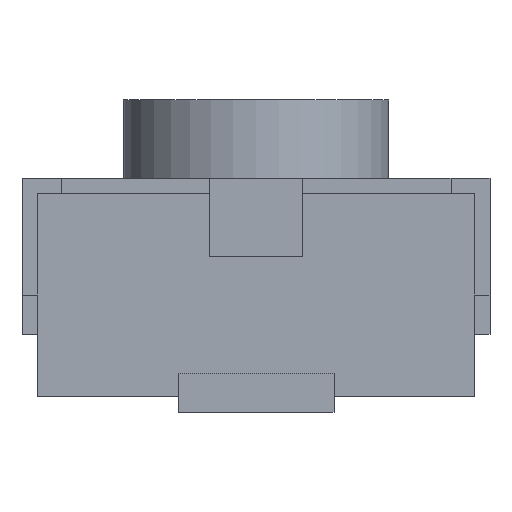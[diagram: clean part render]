
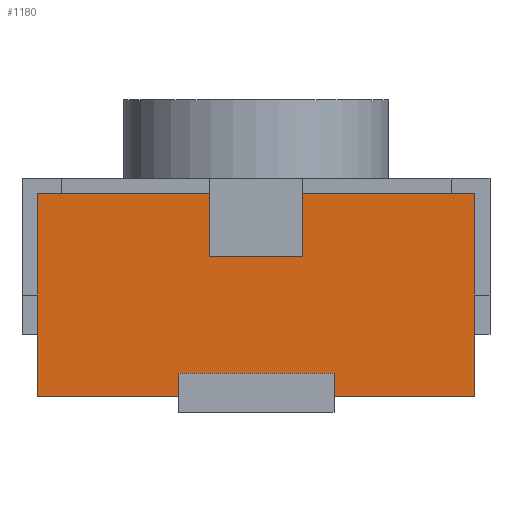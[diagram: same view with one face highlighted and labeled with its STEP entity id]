
A CAD part, left-side view. The second image highlights one B-rep face of the part: STEP entity #1180.
In plain terms, the highlighted planar face has unit normal (-1, 0, 0).
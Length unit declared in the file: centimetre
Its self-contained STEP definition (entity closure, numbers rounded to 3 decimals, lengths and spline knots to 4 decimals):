
#31=FACE_OUTER_BOUND($,#98,.T.);
#98=EDGE_LOOP($,(#787,#788,#789,#790));
#169=LINE($,#1646,#333);
#173=LINE($,#1655,#337);
#175=LINE($,#1658,#339);
#177=LINE($,#1661,#341);
#333=VECTOR($,#1334,0.28);
#337=VECTOR($,#1340,0.28);
#339=VECTOR($,#1344,0.13);
#341=VECTOR($,#1348,0.13);
#497=VERTEX_POINT($,#1643);
#498=VERTEX_POINT($,#1645);
#501=VERTEX_POINT($,#1652);
#502=VERTEX_POINT($,#1654);
#609=EDGE_CURVE($,#497,#498,#169,.F.);
#613=EDGE_CURVE($,#501,#502,#173,.T.);
#615=EDGE_CURVE($,#498,#501,#175,.T.);
#617=EDGE_CURVE($,#497,#502,#177,.T.);
#787=ORIENTED_EDGE($,*,*,#617,.T.);
#788=ORIENTED_EDGE($,*,*,#613,.F.);
#789=ORIENTED_EDGE($,*,*,#615,.F.);
#790=ORIENTED_EDGE($,*,*,#609,.F.);
#1114=PLANE($,#1259);
#1180=ADVANCED_FACE($,(#31),#1114,.F.);
#1259=AXIS2_PLACEMENT_3D($,#1660,#1346,#1347);
#1334=DIRECTION($,(0.,1.,0.));
#1340=DIRECTION($,(0.,1.,0.));
#1344=DIRECTION($,(0.,0.,-1.));
#1346=DIRECTION('center_axis',(1.,0.,0.));
#1347=DIRECTION('ref_axis',(0.,0.,-1.));
#1348=DIRECTION($,(0.,0.,-1.));
#1643=CARTESIAN_POINT('',(-0.19,0.14,0.14));
#1645=CARTESIAN_POINT('',(-0.19,-0.14,0.14));
#1646=CARTESIAN_POINT($,(-0.19,0.,0.14));
#1652=CARTESIAN_POINT('',(-0.19,-0.14,0.01));
#1654=CARTESIAN_POINT('',(-0.19,0.14,0.01));
#1655=CARTESIAN_POINT($,(-0.19,0.,0.01));
#1658=CARTESIAN_POINT($,(-0.19,-0.14,0.075));
#1660=CARTESIAN_POINT('Origin',(-0.19,0.,0.075));
#1661=CARTESIAN_POINT($,(-0.19,0.14,0.075));
